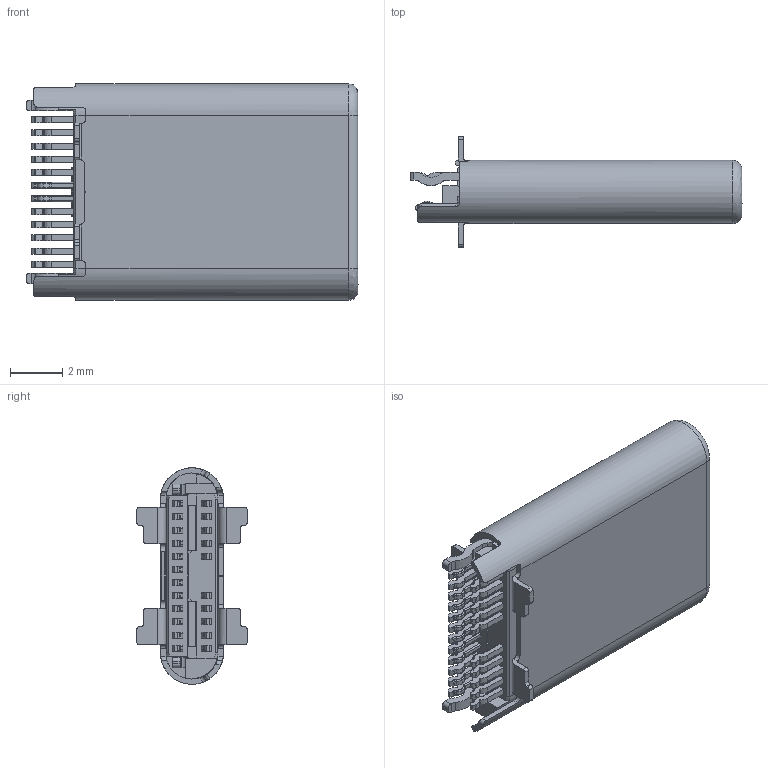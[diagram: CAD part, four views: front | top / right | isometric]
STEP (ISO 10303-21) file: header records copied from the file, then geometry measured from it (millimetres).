
FILE_DESCRIPTION (( 'STEP AP214' ), '1' );
FILE_NAME ('24-02753---Customer-P(028)A144.STEP', '2020-03-13T17:15:42', ( '' ), ( '' ), 'SwSTEP 2.0', 'SolidWorks 2018', '' );
FILE_SCHEMA (( 'AUTOMOTIVE_DESIGN' ));
Length unit declared in the file: millimetre
Products named in the file (1): 24-02753---Customer-P(028)A144
Bounding box: 12.65 x 4.2 x 8.25 mm (x, y, z)
Volume: 170.7 mm3; surface area: 518.3 mm2
Topology: 1 solids, 5 shells, 1632 faces, 4450 edges, 2854 vertices
Faces by surface type: plane 786, cylinder 627, bspline 209, cone 10
Entity records: 58180 total; most frequent: CARTESIAN_POINT 14394, ORIENTED_EDGE 8900, DIRECTION 7455, EDGE_CURVE 4450, VERTEX_POINT 2854, LINE 2783, VECTOR 2783, AXIS2_PLACEMENT_3D 2336
